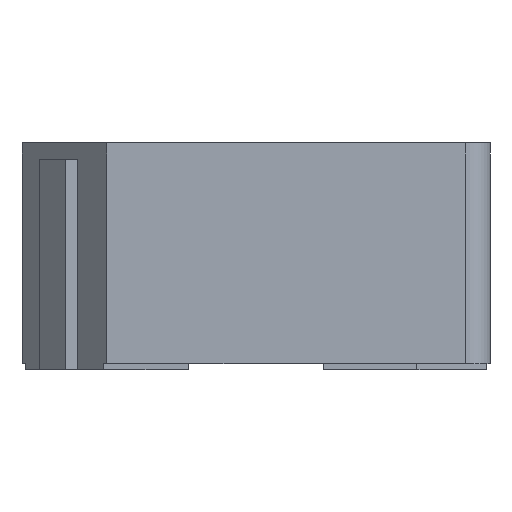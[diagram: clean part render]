
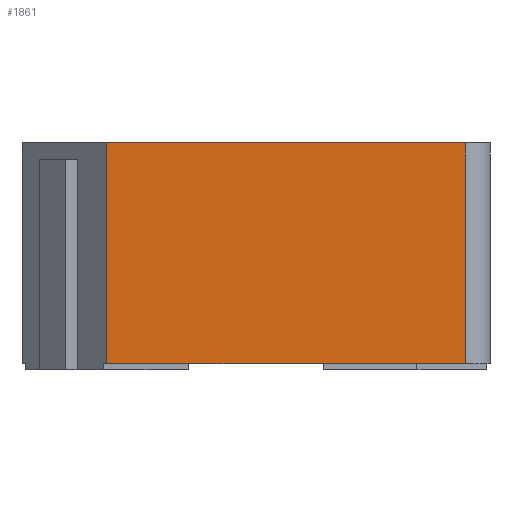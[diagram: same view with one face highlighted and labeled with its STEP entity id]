
A CAD part, left-side view. The second image highlights one B-rep face of the part: STEP entity #1861.
In plain terms, the highlighted planar face has unit normal (-1, 0, 0).
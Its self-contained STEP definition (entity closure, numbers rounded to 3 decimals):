
#394=ORIENTED_EDGE('',*,*,#622,.T.);
#395=ORIENTED_EDGE('',*,*,#623,.T.);
#396=ORIENTED_EDGE('',*,*,#624,.F.);
#397=ORIENTED_EDGE('',*,*,#573,.F.);
#398=ORIENTED_EDGE('',*,*,#620,.F.);
#573=EDGE_CURVE('',#714,#715,#827,.T.);
#620=EDGE_CURVE('',#743,#714,#867,.T.);
#622=EDGE_CURVE('',#743,#744,#869,.T.);
#623=EDGE_CURVE('',#744,#745,#870,.T.);
#624=EDGE_CURVE('',#715,#745,#871,.T.);
#714=VERTEX_POINT('',#2763);
#715=VERTEX_POINT('',#2764);
#743=VERTEX_POINT('',#2856);
#744=VERTEX_POINT('',#2861);
#745=VERTEX_POINT('',#2863);
#827=LINE('',#2762,#957);
#867=LINE('',#2857,#997);
#869=LINE('',#2860,#999);
#870=LINE('',#2862,#1000);
#871=LINE('',#2864,#1001);
#957=VECTOR('',#2133,1000.);
#997=VECTOR('',#2223,1000.);
#999=VECTOR('',#2227,1000.);
#1000=VECTOR('',#2228,1000.);
#1001=VECTOR('',#2229,1000.);
#1084=EDGE_LOOP('',(#394,#395,#396,#397,#398));
#1167=FACE_BOUND('',#1084,.T.);
#1236=PLANE('',#1947);
#1861=ADVANCED_FACE('',(#1167),#1236,.T.);
#1947=AXIS2_PLACEMENT_3D('',#2859,#2225,#2226);
#2133=DIRECTION('',(0.,-1.,0.));
#2223=DIRECTION('',(0.,0.,1.));
#2225=DIRECTION('',(-1.,0.,0.));
#2226=DIRECTION('',(0.,0.,1.));
#2227=DIRECTION('',(0.,-1.,0.));
#2228=DIRECTION('',(0.,0.,1.));
#2229=DIRECTION('',(0.,-1.,0.));
#2762=CARTESIAN_POINT('',(-1.9,0.,0.193));
#2763=CARTESIAN_POINT('',(-1.9,1.211,0.193));
#2764=CARTESIAN_POINT('',(-1.9,0.,0.193));
#2856=CARTESIAN_POINT('',(-1.9,1.211,-1.6));
#2857=CARTESIAN_POINT('',(-1.9,1.211,-1.6));
#2859=CARTESIAN_POINT('',(-1.9,0.,-1.6));
#2860=CARTESIAN_POINT('',(-1.9,0.928,-1.6));
#2861=CARTESIAN_POINT('',(-1.9,-1.7,-1.6));
#2862=CARTESIAN_POINT('',(-1.9,-1.7,-1.6));
#2863=CARTESIAN_POINT('',(-1.9,-1.7,0.193));
#2864=CARTESIAN_POINT('',(-1.9,0.,0.193));
